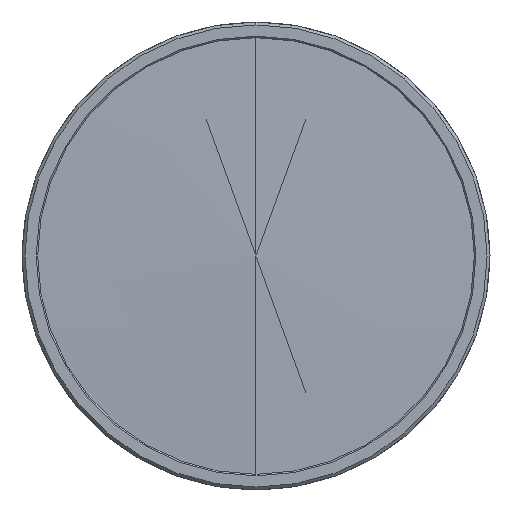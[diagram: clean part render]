
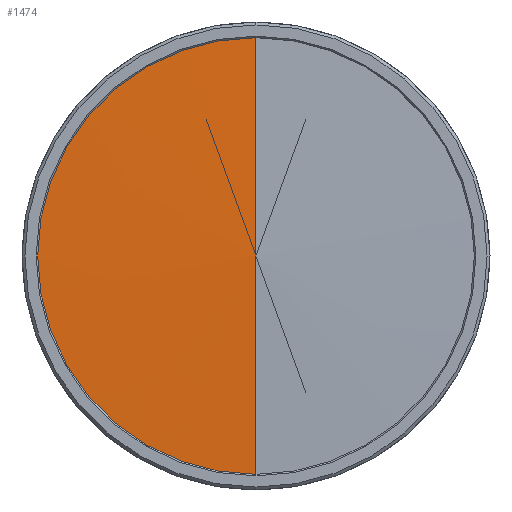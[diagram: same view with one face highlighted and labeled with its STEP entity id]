
A CAD part, left-side view. The second image highlights one B-rep face of the part: STEP entity #1474.
In plain terms, the highlighted conical face has half-angle 88.467 degrees and reference radius 77.698 mm.
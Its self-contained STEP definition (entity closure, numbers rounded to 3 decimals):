
#153 = VECTOR ( 'NONE', #5071, 1000. ) ;
#224 = CONICAL_SURFACE ( 'NONE', #3087, 77.698, 1.544 ) ;
#348 = LINE ( 'NONE', #4618, #2441 ) ;
#360 = DIRECTION ( 'NONE',  ( 0., 0., -1. ) ) ;
#496 = CARTESIAN_POINT ( 'NONE',  ( 2.079, 0., 77.698 ) ) ;
#687 = EDGE_CURVE ( 'NONE', #3189, #3914, #2958, .T. ) ;
#1228 = DIRECTION ( 'NONE',  ( 0., 0., -1. ) ) ;
#1356 = ORIENTED_EDGE ( 'NONE', *, *, #3500, .T. ) ;
#1442 = LINE ( 'NONE', #496, #153 ) ;
#1474 = ADVANCED_FACE ( 'NONE', ( #3695 ), #224, .T. ) ;
#2330 = VERTEX_POINT ( 'NONE', #5066 ) ;
#2364 = EDGE_LOOP ( 'NONE', ( #4828, #1356, #4712 ) ) ;
#2432 = CARTESIAN_POINT ( 'NONE',  ( 1.997, 0., -74.65 ) ) ;
#2441 = VECTOR ( 'NONE', #2550, 1000. ) ;
#2550 = DIRECTION ( 'NONE',  ( 0.027, 0., -1. ) ) ;
#2893 = CARTESIAN_POINT ( 'NONE',  ( 2.079, 0., 0. ) ) ;
#2929 = DIRECTION ( 'NONE',  ( 1., 0., 0. ) ) ;
#2958 = CIRCLE ( 'NONE', #3884, 74.65 ) ;
#3087 = AXIS2_PLACEMENT_3D ( 'NONE', #2893, #2929, #1228 ) ;
#3189 = VERTEX_POINT ( 'NONE', #2432 ) ;
#3500 = EDGE_CURVE ( 'NONE', #2330, #3914, #1442, .T. ) ;
#3695 = FACE_OUTER_BOUND ( 'NONE', #2364, .T. ) ;
#3884 = AXIS2_PLACEMENT_3D ( 'NONE', #4909, #4516, #360 ) ;
#3914 = VERTEX_POINT ( 'NONE', #4746 ) ;
#4357 = EDGE_CURVE ( 'NONE', #2330, #3189, #348, .T. ) ;
#4516 = DIRECTION ( 'NONE',  ( 1., 0., 0. ) ) ;
#4618 = CARTESIAN_POINT ( 'NONE',  ( 2.079, 0., -77.698 ) ) ;
#4712 = ORIENTED_EDGE ( 'NONE', *, *, #687, .F. ) ;
#4746 = CARTESIAN_POINT ( 'NONE',  ( 1.997, 0., 74.65 ) ) ;
#4828 = ORIENTED_EDGE ( 'NONE', *, *, #4357, .F. ) ;
#4909 = CARTESIAN_POINT ( 'NONE',  ( 1.997, 0., 0. ) ) ;
#5066 = CARTESIAN_POINT ( 'NONE',  ( 0., 0., 0. ) ) ;
#5071 = DIRECTION ( 'NONE',  ( 0.027, 0., 1. ) ) ;
